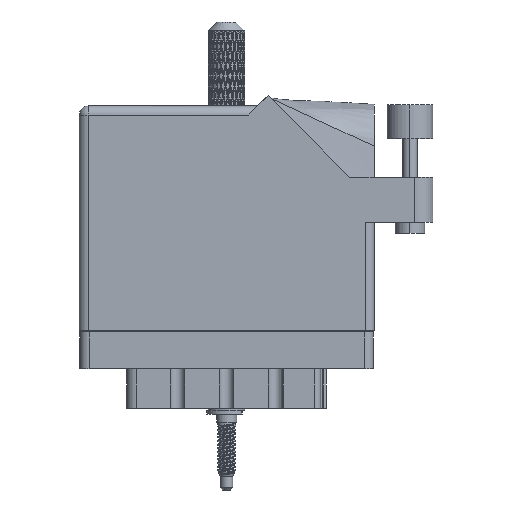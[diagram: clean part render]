
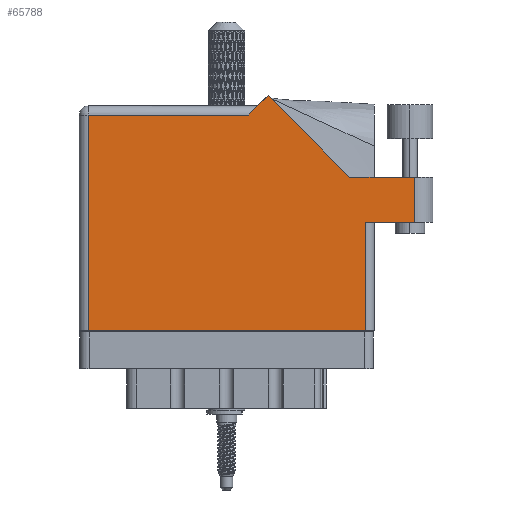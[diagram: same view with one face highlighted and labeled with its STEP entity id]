
A CAD part, front view. The second image highlights one B-rep face of the part: STEP entity #65788.
In plain terms, the highlighted face is planar.
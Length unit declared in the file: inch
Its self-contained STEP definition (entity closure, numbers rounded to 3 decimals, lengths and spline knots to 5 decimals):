
#3577 = VECTOR ( 'NONE', #10126, 39.37008 ) ;
#3855 = DIRECTION ( 'NONE',  ( 0., 1., 0. ) ) ;
#4913 = LINE ( 'NONE', #93161, #3577 ) ;
#6743 = EDGE_CURVE ( 'NONE', #32268, #38339, #61358, .T. ) ;
#7218 = LINE ( 'NONE', #31491, #93839 ) ;
#8475 = EDGE_CURVE ( 'NONE', #57101, #102740, #79271, .T. ) ;
#10126 = DIRECTION ( 'NONE',  ( -1., 0., 0. ) ) ;
#11782 = CARTESIAN_POINT ( 'NONE',  ( 0., 0., 0. ) ) ;
#15356 = CARTESIAN_POINT ( 'NONE',  ( 2.41, 1.044, 0. ) ) ;
#16040 = DIRECTION ( 'NONE',  ( -1., 0., 0. ) ) ;
#17372 = CARTESIAN_POINT ( 'NONE',  ( 1.155, 1.468, 0. ) ) ;
#18248 = ORIENTED_EDGE ( 'NONE', *, *, #8475, .T. ) ;
#18719 = CARTESIAN_POINT ( 'NONE',  ( 0.062, 0., 0. ) ) ;
#19520 = ORIENTED_EDGE ( 'NONE', *, *, #6743, .T. ) ;
#20481 = VERTEX_POINT ( 'NONE', #81246 ) ;
#20834 = CARTESIAN_POINT ( 'NONE',  ( 2.285, 1.044, 0. ) ) ;
#23080 = CARTESIAN_POINT ( 'NONE',  ( 2.285, 1.044, 0. ) ) ;
#24779 = EDGE_CURVE ( 'NONE', #81121, #49782, #95399, .T. ) ;
#25203 = CARTESIAN_POINT ( 'NONE',  ( 1.28771, 1.60071, 0. ) ) ;
#27179 = EDGE_CURVE ( 'NONE', #20481, #32268, #7218, .T. ) ;
#28778 = VECTOR ( 'NONE', #16040, 39.37008 ) ;
#29216 = ORIENTED_EDGE ( 'NONE', *, *, #49099, .T. ) ;
#29605 = DIRECTION ( 'NONE',  ( 1., 0., 0. ) ) ;
#31491 = CARTESIAN_POINT ( 'NONE',  ( 1.84442, 1.044, 0. ) ) ;
#32268 = VERTEX_POINT ( 'NONE', #25203 ) ;
#33447 = VECTOR ( 'NONE', #62043, 39.37008 ) ;
#34744 = DIRECTION ( 'NONE',  ( 0., -1., 0. ) ) ;
#35007 = ORIENTED_EDGE ( 'NONE', *, *, #60116, .T. ) ;
#35111 = ORIENTED_EDGE ( 'NONE', *, *, #79241, .T. ) ;
#35401 = ORIENTED_EDGE ( 'NONE', *, *, #27179, .T. ) ;
#35483 = CARTESIAN_POINT ( 'NONE',  ( 1.948, 0.737, 0. ) ) ;
#35985 = LINE ( 'NONE', #102962, #33447 ) ;
#38339 = VERTEX_POINT ( 'NONE', #17372 ) ;
#38850 = EDGE_CURVE ( 'NONE', #102740, #73577, #96583, .T. ) ;
#41812 = EDGE_LOOP ( 'NONE', ( #75941, #56457, #35007, #35401, #19520, #29216, #18248, #67628, #35111 ) ) ;
#47907 = CARTESIAN_POINT ( 'NONE',  ( 0., 1.53, 0. ) ) ;
#49099 = EDGE_CURVE ( 'NONE', #38339, #57101, #4913, .T. ) ;
#49782 = VERTEX_POINT ( 'NONE', #98373 ) ;
#50070 = VECTOR ( 'NONE', #69445, 39.37008 ) ;
#55128 = VERTEX_POINT ( 'NONE', #23080 ) ;
#56025 = VECTOR ( 'NONE', #34744, 39.37008 ) ;
#56457 = ORIENTED_EDGE ( 'NONE', *, *, #93066, .T. ) ;
#57101 = VERTEX_POINT ( 'NONE', #87083 ) ;
#60116 = EDGE_CURVE ( 'NONE', #55128, #20481, #71180, .T. ) ;
#60917 = DIRECTION ( 'NONE',  ( -0.707, -0.707, 0. ) ) ;
#61358 = LINE ( 'NONE', #68501, #93791 ) ;
#62043 = DIRECTION ( 'NONE',  ( 0., 1., 0. ) ) ;
#62469 = LINE ( 'NONE', #20834, #85882 ) ;
#63476 = CARTESIAN_POINT ( 'NONE',  ( 2.01, 0.737, 0. ) ) ;
#65788 = ADVANCED_FACE ( 'NONE', ( #98957 ), #97019, .F. ) ;
#67628 = ORIENTED_EDGE ( 'NONE', *, *, #38850, .T. ) ;
#68501 = CARTESIAN_POINT ( 'NONE',  ( 1.217, 1.53, 0. ) ) ;
#69445 = DIRECTION ( 'NONE',  ( 1., 0., 0. ) ) ;
#71180 = LINE ( 'NONE', #15356, #28778 ) ;
#73327 = VECTOR ( 'NONE', #29605, 39.37008 ) ;
#73577 = VERTEX_POINT ( 'NONE', #93033 ) ;
#75810 = CARTESIAN_POINT ( 'NONE',  ( 0.062, 0., 0. ) ) ;
#75941 = ORIENTED_EDGE ( 'NONE', *, *, #24779, .T. ) ;
#79241 = EDGE_CURVE ( 'NONE', #73577, #81121, #35985, .T. ) ;
#79271 = LINE ( 'NONE', #75810, #56025 ) ;
#80023 = DIRECTION ( 'NONE',  ( -1., 0., 0. ) ) ;
#80391 = DIRECTION ( 'NONE',  ( 0., 0., -1. ) ) ;
#81121 = VERTEX_POINT ( 'NONE', #35483 ) ;
#81246 = CARTESIAN_POINT ( 'NONE',  ( 1.84442, 1.044, 0. ) ) ;
#82297 = DIRECTION ( 'NONE',  ( -0.707, 0.707, 0. ) ) ;
#85882 = VECTOR ( 'NONE', #3855, 39.37008 ) ;
#87083 = CARTESIAN_POINT ( 'NONE',  ( 0.062, 1.468, 0. ) ) ;
#93033 = CARTESIAN_POINT ( 'NONE',  ( 1.948, 0., 0. ) ) ;
#93066 = EDGE_CURVE ( 'NONE', #49782, #55128, #62469, .T. ) ;
#93161 = CARTESIAN_POINT ( 'NONE',  ( 0., 1.468, 0. ) ) ;
#93791 = VECTOR ( 'NONE', #60917, 39.37008 ) ;
#93839 = VECTOR ( 'NONE', #82297, 39.37008 ) ;
#95399 = LINE ( 'NONE', #63476, #73327 ) ;
#96583 = LINE ( 'NONE', #11782, #50070 ) ;
#97019 = PLANE ( 'NONE',  #100585 ) ;
#98373 = CARTESIAN_POINT ( 'NONE',  ( 2.285, 0.737, 0. ) ) ;
#98957 = FACE_OUTER_BOUND ( 'NONE', #41812, .T. ) ;
#100585 = AXIS2_PLACEMENT_3D ( 'NONE', #47907, #80391, #80023 ) ;
#102740 = VERTEX_POINT ( 'NONE', #18719 ) ;
#102962 = CARTESIAN_POINT ( 'NONE',  ( 1.948, 0.737, 0. ) ) ;
